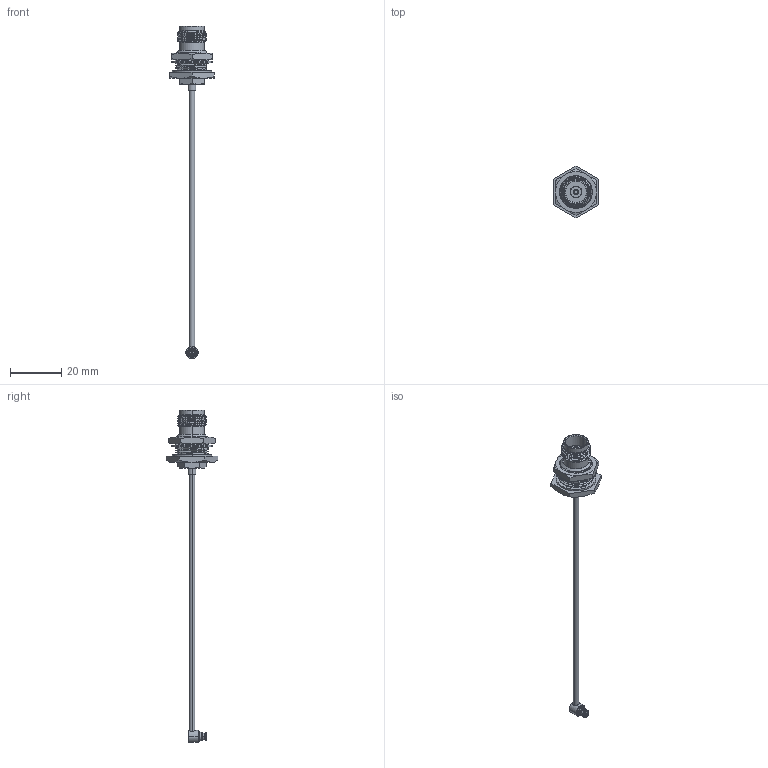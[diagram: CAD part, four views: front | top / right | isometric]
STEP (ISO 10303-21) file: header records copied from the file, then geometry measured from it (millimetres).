
FILE_DESCRIPTION (( 'STEP AP214' ), '1' );
FILE_NAME ('PE3W10030.step', '2021-04-29T22:12:24', ( '' ), ( '' ), 'SwSTEP 2.0', 'SolidWorks 2020', '' );
FILE_SCHEMA (( 'AUTOMOTIVE_DESIGN' ));
Length unit declared in the file: inch
Products named in the file (4): PE44714^PE3W10030; PE-SR405FL^PE3W10030_PE-SR405FL; PE3W10030; PE45248^PE3W10030
Assembly tree (3 placements, depth 2):
  PE3W10030
    PE-SR405FL^PE3W10030_PE-SR405FL
    PE44714^PE3W10030
    PE45248^PE3W10030
Bounding box: 17.48 x 20.18 x 129.17 mm (x, y, z)
Volume: 2801.2 mm3; surface area: 4075.5 mm2
Topology: 9 solids, 9 shells, 379 faces, 1025 edges, 673 vertices
Faces by surface type: cylinder 122, plane 111, bspline 78, cone 68
Entity records: 27616 total; most frequent: CARTESIAN_POINT 18667, ORIENTED_EDGE 2050, DIRECTION 1484, EDGE_CURVE 1025, VERTEX_POINT 673, AXIS2_PLACEMENT_3D 588, EDGE_LOOP 408, ADVANCED_FACE 379
